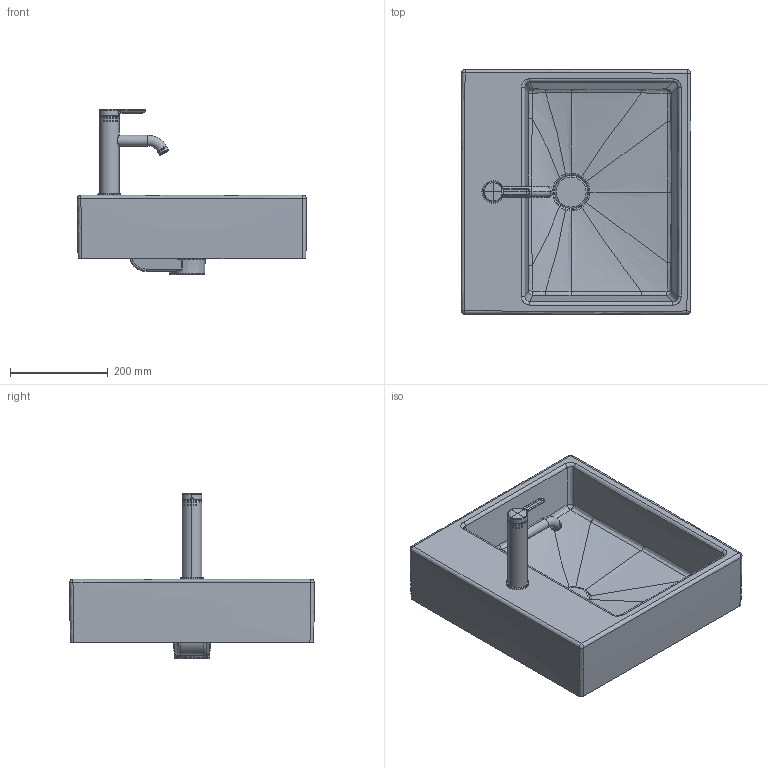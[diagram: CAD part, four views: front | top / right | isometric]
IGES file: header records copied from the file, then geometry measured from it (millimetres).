
Global section: file name: No Iges File Name specified; native system: Autodesk Inventor 2011; preprocessor: AutoDesk Inventor Iges Exporter R2011; author: Administrator; date: 20170706.151158; units: millimetre
Bounding box: 468.78 x 500.2 x 337.45 mm (x, y, z)
Volume: 11692921.8 mm3; surface area: 1024580.4 mm2
Topology: 8 solids, 11 shells, 546 faces, 1289 edges, 773 vertices
Faces by surface type: bspline 228, revolution 121, plane 107, cylinder 55, torus 21, cone 9, sphere 5
